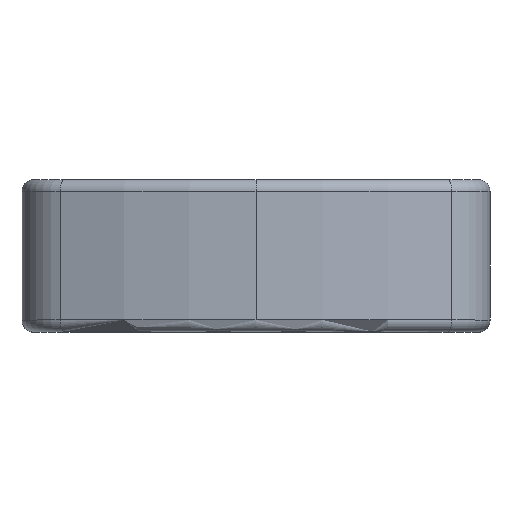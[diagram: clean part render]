
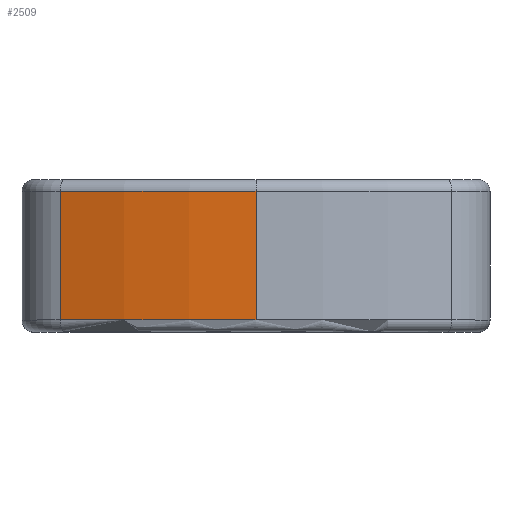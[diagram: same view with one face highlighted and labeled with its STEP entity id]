
A CAD part, top view. The second image highlights one B-rep face of the part: STEP entity #2509.
In plain terms, the highlighted cylindrical face has radius 47.958 mm (diameter 95.917 mm), a partial arc.
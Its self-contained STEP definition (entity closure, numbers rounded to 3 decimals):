
#31 = CYLINDRICAL_SURFACE ( 'NONE', #2174, 47.958 ) ;
#49 = ORIENTED_EDGE ( 'NONE', *, *, #1404, .T. ) ;
#85 = VERTEX_POINT ( 'NONE', #2505 ) ;
#137 = CARTESIAN_POINT ( 'NONE',  ( 0., -42.952, 47.958 ) ) ;
#158 = LINE ( 'NONE', #137, #746 ) ;
#274 = ORIENTED_EDGE ( 'NONE', *, *, #1315, .T. ) ;
#557 = DIRECTION ( 'NONE',  ( 0., 1., 0. ) ) ;
#559 = CIRCLE ( 'NONE', #3101, 47.958 ) ;
#603 = DIRECTION ( 'NONE',  ( 0., -1., 0. ) ) ;
#746 = VECTOR ( 'NONE', #1147, 1000. ) ;
#757 = DIRECTION ( 'NONE',  ( 0., 0., 1. ) ) ;
#886 = CARTESIAN_POINT ( 'NONE',  ( 0., 15., 47.958 ) ) ;
#1147 = DIRECTION ( 'NONE',  ( 0., 1., 0. ) ) ;
#1234 = VECTOR ( 'NONE', #1449, 1000. ) ;
#1269 = CIRCLE ( 'NONE', #2287, 47.958 ) ;
#1301 = CARTESIAN_POINT ( 'NONE',  ( 0., 15., 0. ) ) ;
#1315 = EDGE_CURVE ( 'NONE', #1534, #1749, #559, .T. ) ;
#1404 = EDGE_CURVE ( 'NONE', #1504, #85, #1269, .T. ) ;
#1449 = DIRECTION ( 'NONE',  ( 0., 1., 0. ) ) ;
#1504 = VERTEX_POINT ( 'NONE', #2625 ) ;
#1534 = VERTEX_POINT ( 'NONE', #886 ) ;
#1749 = VERTEX_POINT ( 'NONE', #2299 ) ;
#1842 = ORIENTED_EDGE ( 'NONE', *, *, #2949, .F. ) ;
#1967 = CARTESIAN_POINT ( 'NONE',  ( 0., -42.952, 0. ) ) ;
#2002 = EDGE_LOOP ( 'NONE', ( #49, #2395, #274, #1842 ) ) ;
#2128 = LINE ( 'NONE', #2157, #1234 ) ;
#2152 = EDGE_CURVE ( 'NONE', #85, #1534, #158, .T. ) ;
#2157 = CARTESIAN_POINT ( 'NONE',  ( -16.746, -42.952, 44.94 ) ) ;
#2174 = AXIS2_PLACEMENT_3D ( 'NONE', #1967, #2942, #757 ) ;
#2246 = DIRECTION ( 'NONE',  ( 0., 0., -1. ) ) ;
#2287 = AXIS2_PLACEMENT_3D ( 'NONE', #2507, #557, #2246 ) ;
#2299 = CARTESIAN_POINT ( 'NONE',  ( -16.746, 15., 44.94 ) ) ;
#2395 = ORIENTED_EDGE ( 'NONE', *, *, #2152, .T. ) ;
#2452 = FACE_OUTER_BOUND ( 'NONE', #2002, .T. ) ;
#2505 = CARTESIAN_POINT ( 'NONE',  ( 0., 4., 47.958 ) ) ;
#2507 = CARTESIAN_POINT ( 'NONE',  ( 0., 4., 0. ) ) ;
#2509 = ADVANCED_FACE ( 'NONE', ( #2452 ), #31, .T. ) ;
#2625 = CARTESIAN_POINT ( 'NONE',  ( -16.746, 4., 44.94 ) ) ;
#2734 = DIRECTION ( 'NONE',  ( 0., 0., 1. ) ) ;
#2942 = DIRECTION ( 'NONE',  ( 0., 1., 0. ) ) ;
#2949 = EDGE_CURVE ( 'NONE', #1504, #1749, #2128, .T. ) ;
#3101 = AXIS2_PLACEMENT_3D ( 'NONE', #1301, #603, #2734 ) ;
